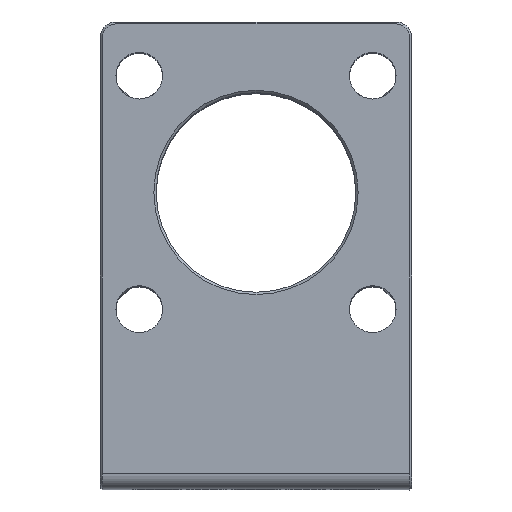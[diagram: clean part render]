
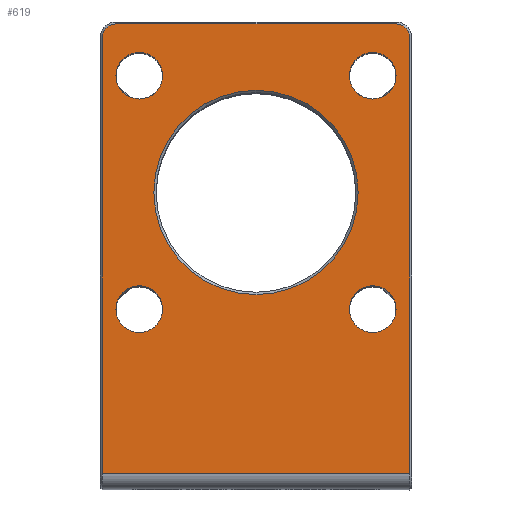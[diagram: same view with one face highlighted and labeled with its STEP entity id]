
A CAD part, top view. The second image highlights one B-rep face of the part: STEP entity #619.
In plain terms, the highlighted planar face has unit normal (0, 0, 1).
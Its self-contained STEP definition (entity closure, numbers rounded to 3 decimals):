
#208 = VERTEX_POINT ( 'NONE', #2596 ) ;
#238 = DIRECTION ( 'NONE',  ( 0., 0., -1. ) ) ;
#243 = AXIS2_PLACEMENT_3D ( 'NONE', #7474, #2034, #346 ) ;
#254 = AXIS2_PLACEMENT_3D ( 'NONE', #3924, #2183, #4971 ) ;
#262 = EDGE_LOOP ( 'NONE', ( #4203 ) ) ;
#307 = CARTESIAN_POINT ( 'NONE',  ( -19.75, 2., 40.64 ) ) ;
#346 = DIRECTION ( 'NONE',  ( 1., 0., 0. ) ) ;
#349 = CARTESIAN_POINT ( 'NONE',  ( 13.125, 38.1, 40.64 ) ) ;
#549 = AXIS2_PLACEMENT_3D ( 'NONE', #3896, #3235, #7361 ) ;
#619 = ADVANCED_FACE ( 'NONE', ( #4028, #5739, #1150, #3444, #4608, #5815 ), #2949, .F. ) ;
#661 = CARTESIAN_POINT ( 'NONE',  ( 20., 59.75, 40.64 ) ) ;
#694 = ORIENTED_EDGE ( 'NONE', *, *, #3322, .F. ) ;
#735 = ORIENTED_EDGE ( 'NONE', *, *, #3947, .F. ) ;
#745 = CARTESIAN_POINT ( 'NONE',  ( -18., 59.75, 40.64 ) ) ;
#908 = EDGE_CURVE ( 'NONE', #1351, #1351, #1051, .T. ) ;
#976 = VERTEX_POINT ( 'NONE', #2232 ) ;
#1051 = CIRCLE ( 'NONE', #549, 3. ) ;
#1150 = FACE_BOUND ( 'NONE', #5501, .T. ) ;
#1327 = LINE ( 'NONE', #5523, #7325 ) ;
#1351 = VERTEX_POINT ( 'NONE', #5477 ) ;
#1371 = CIRCLE ( 'NONE', #243, 3. ) ;
#1541 = DIRECTION ( 'NONE',  ( 1., 0., 0. ) ) ;
#1990 = CIRCLE ( 'NONE', #3841, 3. ) ;
#2034 = DIRECTION ( 'NONE',  ( 0., 0., 1. ) ) ;
#2147 = EDGE_CURVE ( 'NONE', #3904, #4410, #7123, .T. ) ;
#2156 = ORIENTED_EDGE ( 'NONE', *, *, #908, .F. ) ;
#2183 = DIRECTION ( 'NONE',  ( 0., 0., 1. ) ) ;
#2230 = ORIENTED_EDGE ( 'NONE', *, *, #3063, .F. ) ;
#2232 = CARTESIAN_POINT ( 'NONE',  ( 18., 53.1, 40.64 ) ) ;
#2280 = VECTOR ( 'NONE', #3973, 1000. ) ;
#2341 = ORIENTED_EDGE ( 'NONE', *, *, #6710, .F. ) ;
#2428 = ORIENTED_EDGE ( 'NONE', *, *, #5521, .F. ) ;
#2463 = EDGE_LOOP ( 'NONE', ( #2230 ) ) ;
#2518 = AXIS2_PLACEMENT_3D ( 'NONE', #6103, #3689, #6064 ) ;
#2526 = DIRECTION ( 'NONE',  ( 0., 1., 0. ) ) ;
#2540 = AXIS2_PLACEMENT_3D ( 'NONE', #3988, #4686, #5309 ) ;
#2592 = VECTOR ( 'NONE', #2526, 1000. ) ;
#2596 = CARTESIAN_POINT ( 'NONE',  ( -12., 53.1, 40.64 ) ) ;
#2665 = CARTESIAN_POINT ( 'NONE',  ( 15., 23.1, 40.64 ) ) ;
#2704 = VERTEX_POINT ( 'NONE', #7059 ) ;
#2728 = CIRCLE ( 'NONE', #4225, 1.75 ) ;
#2900 = EDGE_LOOP ( 'NONE', ( #735, #4463, #6789, #694, #3694, #2428 ) ) ;
#2949 = PLANE ( 'NONE',  #2540 ) ;
#2970 = VERTEX_POINT ( 'NONE', #307 ) ;
#3043 = DIRECTION ( 'NONE',  ( 1., 0., 0. ) ) ;
#3063 = EDGE_CURVE ( 'NONE', #208, #208, #4978, .T. ) ;
#3235 = DIRECTION ( 'NONE',  ( 0., 0., 1. ) ) ;
#3322 = EDGE_CURVE ( 'NONE', #2704, #3904, #5866, .T. ) ;
#3444 = FACE_BOUND ( 'NONE', #6470, .T. ) ;
#3678 = CARTESIAN_POINT ( 'NONE',  ( 18., 58., 40.64 ) ) ;
#3689 = DIRECTION ( 'NONE',  ( 0., 0., -1. ) ) ;
#3694 = ORIENTED_EDGE ( 'NONE', *, *, #4760, .F. ) ;
#3739 = CIRCLE ( 'NONE', #254, 13.125 ) ;
#3841 = AXIS2_PLACEMENT_3D ( 'NONE', #2665, #6367, #1541 ) ;
#3883 = CARTESIAN_POINT ( 'NONE',  ( 18., 59.75, 40.64 ) ) ;
#3887 = CARTESIAN_POINT ( 'NONE',  ( -15., 53.1, 40.64 ) ) ;
#3896 = CARTESIAN_POINT ( 'NONE',  ( -15., 23.1, 40.64 ) ) ;
#3904 = VERTEX_POINT ( 'NONE', #745 ) ;
#3924 = CARTESIAN_POINT ( 'NONE',  ( 0., 38.1, 40.64 ) ) ;
#3947 = EDGE_CURVE ( 'NONE', #4695, #4263, #7431, .T. ) ;
#3970 = DIRECTION ( 'NONE',  ( 0., 0., 1. ) ) ;
#3973 = DIRECTION ( 'NONE',  ( 0., -1., 0. ) ) ;
#3988 = CARTESIAN_POINT ( 'NONE',  ( 20., 0., 40.64 ) ) ;
#3991 = AXIS2_PLACEMENT_3D ( 'NONE', #3887, #3970, #5633 ) ;
#4028 = FACE_BOUND ( 'NONE', #2463, .T. ) ;
#4203 = ORIENTED_EDGE ( 'NONE', *, *, #7617, .F. ) ;
#4223 = VERTEX_POINT ( 'NONE', #6605 ) ;
#4225 = AXIS2_PLACEMENT_3D ( 'NONE', #3678, #238, #5567 ) ;
#4263 = VERTEX_POINT ( 'NONE', #6767 ) ;
#4264 = CARTESIAN_POINT ( 'NONE',  ( -19.75, 0., 40.64 ) ) ;
#4410 = VERTEX_POINT ( 'NONE', #3883 ) ;
#4463 = ORIENTED_EDGE ( 'NONE', *, *, #6574, .F. ) ;
#4608 = FACE_OUTER_BOUND ( 'NONE', #2900, .T. ) ;
#4686 = DIRECTION ( 'NONE',  ( 0., 0., -1. ) ) ;
#4695 = VERTEX_POINT ( 'NONE', #5476 ) ;
#4758 = EDGE_LOOP ( 'NONE', ( #7068 ) ) ;
#4760 = EDGE_CURVE ( 'NONE', #2970, #2704, #6060, .T. ) ;
#4971 = DIRECTION ( 'NONE',  ( 1., 0., 0. ) ) ;
#4978 = CIRCLE ( 'NONE', #3991, 3. ) ;
#5309 = DIRECTION ( 'NONE',  ( -1., 0., 0. ) ) ;
#5476 = CARTESIAN_POINT ( 'NONE',  ( 19.75, 58., 40.64 ) ) ;
#5477 = CARTESIAN_POINT ( 'NONE',  ( -12., 23.1, 40.64 ) ) ;
#5501 = EDGE_LOOP ( 'NONE', ( #2341 ) ) ;
#5521 = EDGE_CURVE ( 'NONE', #4263, #2970, #1327, .T. ) ;
#5523 = CARTESIAN_POINT ( 'NONE',  ( 20., 2., 40.64 ) ) ;
#5567 = DIRECTION ( 'NONE',  ( -1., 0., 0. ) ) ;
#5633 = DIRECTION ( 'NONE',  ( 1., 0., 0. ) ) ;
#5677 = CARTESIAN_POINT ( 'NONE',  ( 19.75, 0., 40.64 ) ) ;
#5739 = FACE_BOUND ( 'NONE', #4758, .T. ) ;
#5815 = FACE_BOUND ( 'NONE', #262, .T. ) ;
#5866 = CIRCLE ( 'NONE', #2518, 1.75 ) ;
#5891 = VECTOR ( 'NONE', #3043, 1000. ) ;
#6060 = LINE ( 'NONE', #4264, #2592 ) ;
#6064 = DIRECTION ( 'NONE',  ( -1., 0., 0. ) ) ;
#6070 = DIRECTION ( 'NONE',  ( -1., 0., 0. ) ) ;
#6103 = CARTESIAN_POINT ( 'NONE',  ( -18., 58., 40.64 ) ) ;
#6123 = VERTEX_POINT ( 'NONE', #349 ) ;
#6367 = DIRECTION ( 'NONE',  ( 0., 0., 1. ) ) ;
#6470 = EDGE_LOOP ( 'NONE', ( #2156 ) ) ;
#6574 = EDGE_CURVE ( 'NONE', #4410, #4695, #2728, .T. ) ;
#6605 = CARTESIAN_POINT ( 'NONE',  ( 18., 23.1, 40.64 ) ) ;
#6710 = EDGE_CURVE ( 'NONE', #4223, #4223, #1990, .T. ) ;
#6767 = CARTESIAN_POINT ( 'NONE',  ( 19.75, 2., 40.64 ) ) ;
#6789 = ORIENTED_EDGE ( 'NONE', *, *, #2147, .F. ) ;
#7059 = CARTESIAN_POINT ( 'NONE',  ( -19.75, 58., 40.64 ) ) ;
#7068 = ORIENTED_EDGE ( 'NONE', *, *, #7147, .F. ) ;
#7123 = LINE ( 'NONE', #661, #5891 ) ;
#7147 = EDGE_CURVE ( 'NONE', #976, #976, #1371, .T. ) ;
#7325 = VECTOR ( 'NONE', #6070, 1000. ) ;
#7361 = DIRECTION ( 'NONE',  ( 1., 0., 0. ) ) ;
#7431 = LINE ( 'NONE', #5677, #2280 ) ;
#7474 = CARTESIAN_POINT ( 'NONE',  ( 15., 53.1, 40.64 ) ) ;
#7617 = EDGE_CURVE ( 'NONE', #6123, #6123, #3739, .T. ) ;
